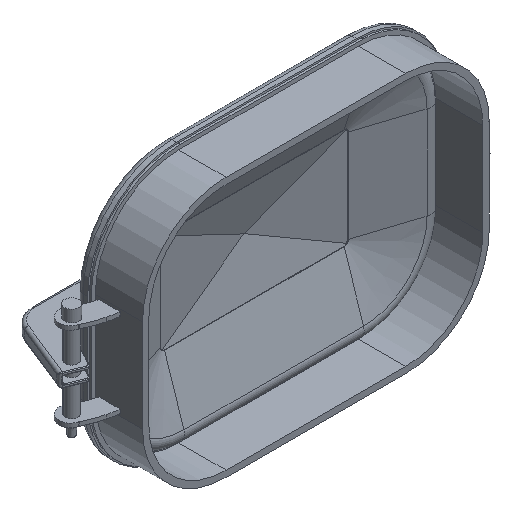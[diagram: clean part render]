
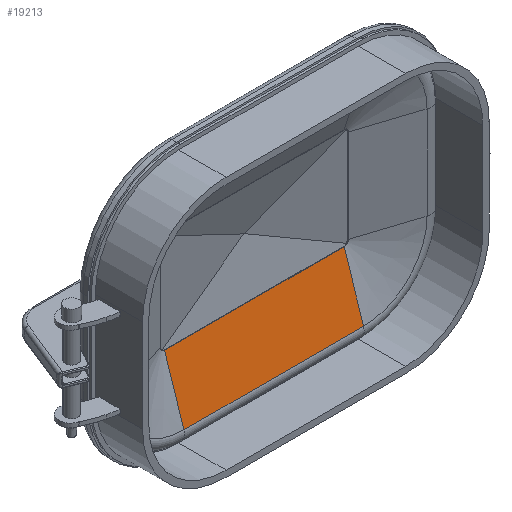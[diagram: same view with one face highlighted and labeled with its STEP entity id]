
A CAD part, isometric view. The second image highlights one B-rep face of the part: STEP entity #19213.
In plain terms, the highlighted planar face has unit normal (0, -0.951, 0.309).
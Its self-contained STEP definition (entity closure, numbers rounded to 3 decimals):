
#3578 = CARTESIAN_POINT ( 'NONE',  ( -114.213, -57.637, -139.618 ) ) ;
#3616 = CARTESIAN_POINT ( 'NONE',  ( 113.787, -33.161, -64.287 ) ) ;
#3617 = DIRECTION ( 'NONE',  ( -1., 0., 0. ) ) ;
#3618 = VECTOR ( 'NONE', #3617, 1000. ) ;
#3619 = CARTESIAN_POINT ( 'NONE',  ( -114.213, -33.161, -64.287 ) ) ;
#3620 = LINE ( 'NONE', #3619, #3618 ) ;
#3621 = CARTESIAN_POINT ( 'NONE',  ( -114.213, -33.161, -64.287 ) ) ;
#3668 = CARTESIAN_POINT ( 'NONE',  ( -114.213, -57.659, -139.684 ) ) ;
#3669 = LINE ( 'NONE', #3668, #3727 ) ;
#3711 = DIRECTION ( 'NONE',  ( 0., -0.309, -0.951 ) ) ;
#3712 = VECTOR ( 'NONE', #3711, 1000. ) ;
#3713 = CARTESIAN_POINT ( 'NONE',  ( 113.787, -32.96, -63.669 ) ) ;
#3714 = LINE ( 'NONE', #3713, #3712 ) ;
#3715 = CARTESIAN_POINT ( 'NONE',  ( 113.787, -57.637, -139.618 ) ) ;
#3716 = DIRECTION ( 'NONE',  ( 1., 0., 0. ) ) ;
#3717 = VECTOR ( 'NONE', #3716, 1000. ) ;
#3718 = CARTESIAN_POINT ( 'NONE',  ( -114.213, -57.637, -139.618 ) ) ;
#3719 = DIRECTION ( 'NONE',  ( 0., -0.309, -0.951 ) ) ;
#3720 = DIRECTION ( 'NONE',  ( 0., 0.951, -0.309 ) ) ;
#3721 = AXIS2_PLACEMENT_3D ( 'NONE', #3723, #3720, #3719 ) ;
#3722 = LINE ( 'NONE', #3718, #3717 ) ;
#3723 = CARTESIAN_POINT ( 'NONE',  ( -114.213, -57.659, -139.684 ) ) ;
#3724 = PLANE ( 'NONE',  #3721 ) ;
#3725 = FACE_OUTER_BOUND ( 'NONE', #19214, .T. ) ;
#3726 = DIRECTION ( 'NONE',  ( 0., -0.309, -0.951 ) ) ;
#3727 = VECTOR ( 'NONE', #3726, 1000. ) ;
#19157 = VERTEX_POINT ( 'NONE', #3578 ) ;
#19165 = EDGE_CURVE ( 'NONE', #19166, #19183, #3620, .T. ) ;
#19166 = VERTEX_POINT ( 'NONE', #3616 ) ;
#19183 = VERTEX_POINT ( 'NONE', #3621 ) ;
#19212 = EDGE_CURVE ( 'NONE', #19183, #19157, #3669, .T. ) ;
#19213 = ADVANCED_FACE ( 'NONE', ( #3725 ), #3724, .F. ) ;
#19214 = EDGE_LOOP ( 'NONE', ( #19215, #19216, #19217, #19220 ) ) ;
#19215 = ORIENTED_EDGE ( 'NONE', *, *, #19165, .T. ) ;
#19216 = ORIENTED_EDGE ( 'NONE', *, *, #19212, .T. ) ;
#19217 = ORIENTED_EDGE ( 'NONE', *, *, #19218, .T. ) ;
#19218 = EDGE_CURVE ( 'NONE', #19157, #19219, #3722, .T. ) ;
#19219 = VERTEX_POINT ( 'NONE', #3715 ) ;
#19220 = ORIENTED_EDGE ( 'NONE', *, *, #19221, .F. ) ;
#19221 = EDGE_CURVE ( 'NONE', #19166, #19219, #3714, .T. ) ;
